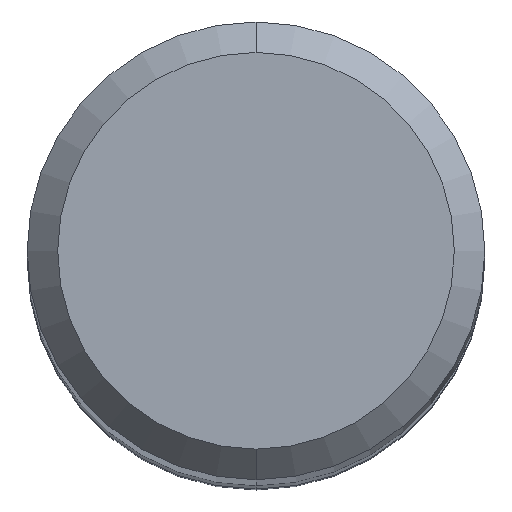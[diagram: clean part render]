
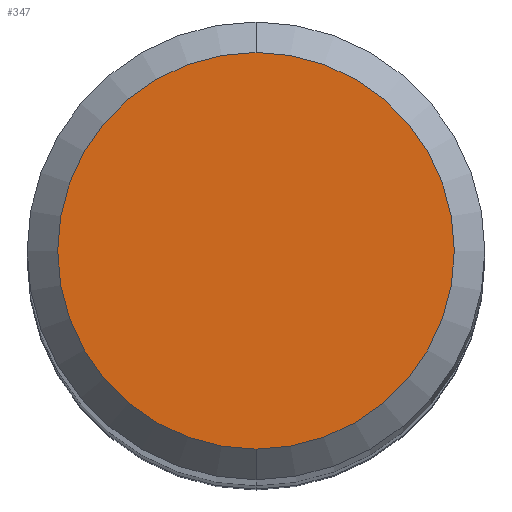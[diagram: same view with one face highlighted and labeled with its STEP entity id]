
A CAD part, top view. The second image highlights one B-rep face of the part: STEP entity #347.
In plain terms, the highlighted planar face has unit normal (0, 0, 1).
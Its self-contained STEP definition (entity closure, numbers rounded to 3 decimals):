
#301=VERTEX_POINT('',#698);
#315=EDGE_CURVE('',#301,#375,#714,.T.);
#347=ADVANCED_FACE('',(#749),#750,.T.);
#375=VERTEX_POINT('',#779);
#511=EDGE_CURVE('',#375,#301,#929,.T.);
#698=CARTESIAN_POINT('',(0.0,2.6,0.0));
#714=CIRCLE('',#1200,2.6);
#749=FACE_OUTER_BOUND('',#1254,.T.);
#750=PLANE('',#1255);
#779=CARTESIAN_POINT('',(0.,-2.6,0.0));
#929=CIRCLE('',#1635,2.6);
#1200=AXIS2_PLACEMENT_3D('',#1927,#1928,#1929);
#1254=EDGE_LOOP('',(#1967,#1968));
#1255=AXIS2_PLACEMENT_3D('',#1969,#1970,#1971);
#1635=AXIS2_PLACEMENT_3D('',#2151,#2152,#2153);
#1927=CARTESIAN_POINT('',(0.0,0.0,0.0));
#1928=DIRECTION('',(0.0,0.0,-1.0));
#1929=DIRECTION('',(0.0,1.0,0.0));
#1967=ORIENTED_EDGE('',*,*,#315,.F.);
#1968=ORIENTED_EDGE('',*,*,#511,.F.);
#1969=CARTESIAN_POINT('',(0.0,1.3,0.0));
#1970=DIRECTION('',(-0.0,0.0,1.0));
#1971=DIRECTION('',(0.0,-1.0,0.0));
#2151=CARTESIAN_POINT('',(0.0,0.0,0.0));
#2152=DIRECTION('',(0.0,0.0,-1.0));
#2153=DIRECTION('',(0.0,1.0,0.0));
